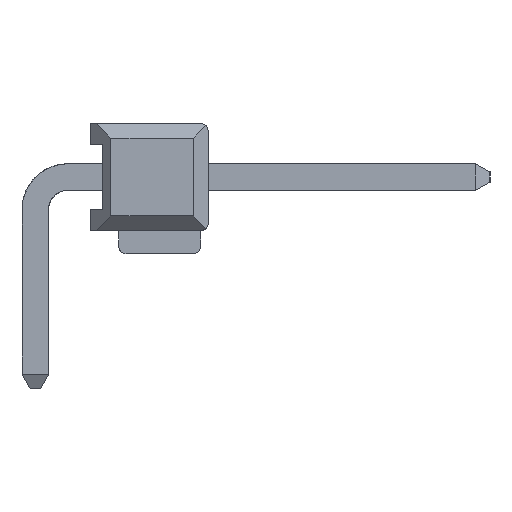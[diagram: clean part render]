
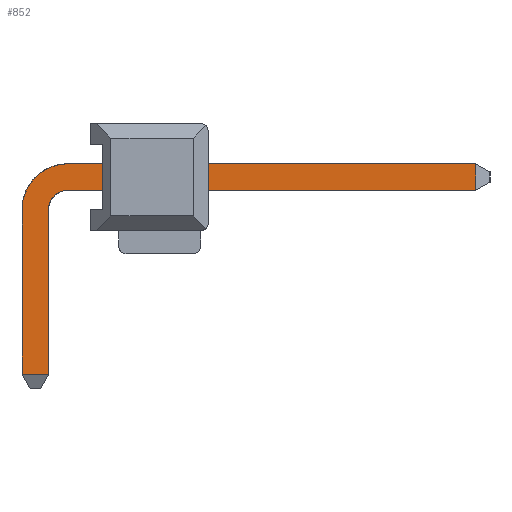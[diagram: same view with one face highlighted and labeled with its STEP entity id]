
A CAD part, left-side view. The second image highlights one B-rep face of the part: STEP entity #852.
In plain terms, the highlighted planar face has unit normal (-1, -0.003, 0).
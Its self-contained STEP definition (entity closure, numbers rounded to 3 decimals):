
#852=ADVANCED_FACE('',(#1302),#15449,.T.);
#1302=FACE_OUTER_BOUND('',#1770,.T.);
#1770=EDGE_LOOP('',(#3884,#3885,#3886,#3887));
#3884=ORIENTED_EDGE('',*,*,#13882,.T.);
#3885=ORIENTED_EDGE('',*,*,#13883,.T.);
#3886=ORIENTED_EDGE('',*,*,#13884,.T.);
#3887=ORIENTED_EDGE('',*,*,#13885,.T.);
#6144=PCURVE('',#15449,#8404);
#6145=PCURVE('',#15449,#8405);
#6146=PCURVE('',#15449,#8406);
#6147=PCURVE('',#15449,#8407);
#8404=DEFINITIONAL_REPRESENTATION('',(#14294),#27349);
#8405=DEFINITIONAL_REPRESENTATION('',(#14296),#27349);
#8406=DEFINITIONAL_REPRESENTATION('',(#14298),#27349);
#8407=DEFINITIONAL_REPRESENTATION('',(#14300),#27349);
#12724=SURFACE_CURVE('',#14293,(#6144),.PCURVE_S1.);
#12725=SURFACE_CURVE('',#14295,(#6145),.PCURVE_S1.);
#12726=SURFACE_CURVE('',#14297,(#6146),.PCURVE_S1.);
#12727=SURFACE_CURVE('',#14299,(#6147),.PCURVE_S1.);
#13882=EDGE_CURVE('',#15019,#15022,#12724,.T.);
#13883=EDGE_CURVE('',#15022,#15021,#12725,.T.);
#13884=EDGE_CURVE('',#15021,#15020,#12726,.T.);
#13885=EDGE_CURVE('',#15020,#15019,#12727,.T.);
#14293=(
BOUNDED_CURVE()
B_SPLINE_CURVE(2,(#26439,#26440,#26441),.UNSPECIFIED.,.F.,.F.)
B_SPLINE_CURVE_WITH_KNOTS((3,3),(-31.5,-30.87),
 .UNSPECIFIED.)
CURVE()
GEOMETRIC_REPRESENTATION_ITEM()
RATIONAL_B_SPLINE_CURVE((1.,1.,1.))
REPRESENTATION_ITEM('')
);
#14294=(
BOUNDED_CURVE()
B_SPLINE_CURVE(2,(#26442,#26443,#26444),.UNSPECIFIED.,.F.,.F.)
B_SPLINE_CURVE_WITH_KNOTS((3,3),(-31.5,-30.87),
 .UNSPECIFIED.)
CURVE()
GEOMETRIC_REPRESENTATION_ITEM()
RATIONAL_B_SPLINE_CURVE((1.,1.,1.))
REPRESENTATION_ITEM('')
);
#14295=(
BOUNDED_CURVE()
B_SPLINE_CURVE(2,(#26445,#26446,#26447,#26448,#26449,#26450,#26451),
 .UNSPECIFIED.,.F.,.F.)
B_SPLINE_CURVE_WITH_KNOTS((3,2,2,3),(-30.87,-23.432,
-21.728,-18.725),.UNSPECIFIED.)
CURVE()
GEOMETRIC_REPRESENTATION_ITEM()
RATIONAL_B_SPLINE_CURVE((1.,1.,1.,0.707,1.,1.,1.))
REPRESENTATION_ITEM('')
);
#14296=(
BOUNDED_CURVE()
B_SPLINE_CURVE(2,(#26452,#26453,#26454,#26455,#26456,#26457,#26458),
 .UNSPECIFIED.,.F.,.F.)
B_SPLINE_CURVE_WITH_KNOTS((3,2,2,3),(-30.87,-23.432,
-21.728,-18.725),.UNSPECIFIED.)
CURVE()
GEOMETRIC_REPRESENTATION_ITEM()
RATIONAL_B_SPLINE_CURVE((1.,1.,1.,0.707,1.,1.,1.))
REPRESENTATION_ITEM('')
);
#14297=(
BOUNDED_CURVE()
B_SPLINE_CURVE(2,(#26459,#26460,#26461),.UNSPECIFIED.,.F.,.F.)
B_SPLINE_CURVE_WITH_KNOTS((3,3),(-18.725,-18.095),
 .UNSPECIFIED.)
CURVE()
GEOMETRIC_REPRESENTATION_ITEM()
RATIONAL_B_SPLINE_CURVE((1.,1.,1.))
REPRESENTATION_ITEM('')
);
#14298=(
BOUNDED_CURVE()
B_SPLINE_CURVE(2,(#26462,#26463,#26464),.UNSPECIFIED.,.F.,.F.)
B_SPLINE_CURVE_WITH_KNOTS((3,3),(-18.725,-18.095),
 .UNSPECIFIED.)
CURVE()
GEOMETRIC_REPRESENTATION_ITEM()
RATIONAL_B_SPLINE_CURVE((1.,1.,1.))
REPRESENTATION_ITEM('')
);
#14299=(
BOUNDED_CURVE()
B_SPLINE_CURVE(2,(#26465,#26466,#26467,#26468,#26469,#26470,#26471),
 .UNSPECIFIED.,.F.,.F.)
B_SPLINE_CURVE_WITH_KNOTS((3,2,2,3),(-18.095,-15.093,
-14.378,-6.94),.UNSPECIFIED.)
CURVE()
GEOMETRIC_REPRESENTATION_ITEM()
RATIONAL_B_SPLINE_CURVE((1.,1.,1.,0.707,1.,1.,1.))
REPRESENTATION_ITEM('')
);
#14300=(
BOUNDED_CURVE()
B_SPLINE_CURVE(2,(#26472,#26473,#26474,#26475,#26476,#26477,#26478),
 .UNSPECIFIED.,.F.,.F.)
B_SPLINE_CURVE_WITH_KNOTS((3,2,2,3),(-18.095,-15.093,
-14.378,-6.94),.UNSPECIFIED.)
CURVE()
GEOMETRIC_REPRESENTATION_ITEM()
RATIONAL_B_SPLINE_CURVE((1.,1.,1.,0.707,1.,1.,1.))
REPRESENTATION_ITEM('')
);
#15019=VERTEX_POINT('',#26435);
#15020=VERTEX_POINT('',#26436);
#15021=VERTEX_POINT('',#26437);
#15022=VERTEX_POINT('',#26438);
#15449=PLANE('',#15919);
#15919=AXIS2_PLACEMENT_3D('',#26434,#16314,$);
#16314=DIRECTION('',(-1.,-0.003,0.));
#26434=CARTESIAN_POINT('',(-0.316,0.422,-2.91));
#26435=CARTESIAN_POINT('',(-0.288,-10.456,1.505));
#26436=CARTESIAN_POINT('',(-0.315,-0.316,-2.86));
#26437=CARTESIAN_POINT('',(-0.316,0.314,-2.86));
#26438=CARTESIAN_POINT('',(-0.288,-10.456,2.135));
#26439=CARTESIAN_POINT('',(-0.288,-10.456,1.505));
#26440=CARTESIAN_POINT('',(-0.288,-10.456,1.82));
#26441=CARTESIAN_POINT('',(-0.288,-10.456,2.135));
#26442=CARTESIAN_POINT('',(0.,0.));
#26443=CARTESIAN_POINT('',(0.,0.315));
#26444=CARTESIAN_POINT('',(0.,0.63));
#26445=CARTESIAN_POINT('',(-0.288,-10.456,2.135));
#26446=CARTESIAN_POINT('',(-0.3,-5.614,2.135));
#26447=CARTESIAN_POINT('',(-0.313,-0.771,2.135));
#26448=CARTESIAN_POINT('',(-0.316,0.314,2.135));
#26449=CARTESIAN_POINT('',(-0.316,0.314,1.05));
#26450=CARTESIAN_POINT('',(-0.316,0.314,-0.905));
#26451=CARTESIAN_POINT('',(-0.316,0.314,-2.86));
#26452=CARTESIAN_POINT('',(0.,0.63));
#26453=CARTESIAN_POINT('',(-4.843,0.63));
#26454=CARTESIAN_POINT('',(-9.686,0.63));
#26455=CARTESIAN_POINT('',(-10.771,0.63));
#26456=CARTESIAN_POINT('',(-10.771,-0.455));
#26457=CARTESIAN_POINT('',(-10.771,-2.41));
#26458=CARTESIAN_POINT('',(-10.771,-4.365));
#26459=CARTESIAN_POINT('',(-0.316,0.314,-2.86));
#26460=CARTESIAN_POINT('',(-0.315,-0.001,-2.86));
#26461=CARTESIAN_POINT('',(-0.315,-0.316,-2.86));
#26462=CARTESIAN_POINT('',(-10.771,-4.365));
#26463=CARTESIAN_POINT('',(-10.456,-4.365));
#26464=CARTESIAN_POINT('',(-10.141,-4.365));
#26465=CARTESIAN_POINT('',(-0.315,-0.316,-2.86));
#26466=CARTESIAN_POINT('',(-0.314,-0.316,-0.905));
#26467=CARTESIAN_POINT('',(-0.314,-0.316,1.05));
#26468=CARTESIAN_POINT('',(-0.314,-0.316,1.505));
#26469=CARTESIAN_POINT('',(-0.313,-0.771,1.505));
#26470=CARTESIAN_POINT('',(-0.3,-5.614,1.505));
#26471=CARTESIAN_POINT('',(-0.288,-10.456,1.505));
#26472=CARTESIAN_POINT('',(-10.141,-4.365));
#26473=CARTESIAN_POINT('',(-10.141,-2.41));
#26474=CARTESIAN_POINT('',(-10.141,-0.455));
#26475=CARTESIAN_POINT('',(-10.141,0.));
#26476=CARTESIAN_POINT('',(-9.686,0.));
#26477=CARTESIAN_POINT('',(-4.843,0.));
#26478=CARTESIAN_POINT('',(0.,0.));
#27349=(
GEOMETRIC_REPRESENTATION_CONTEXT(2)
PARAMETRIC_REPRESENTATION_CONTEXT()
REPRESENTATION_CONTEXT('pspace','')
);
